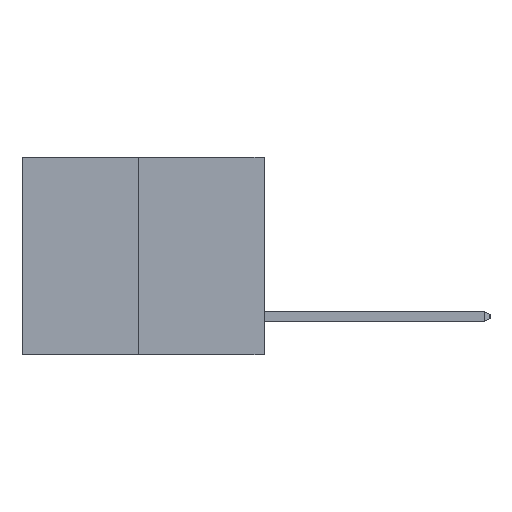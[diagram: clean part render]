
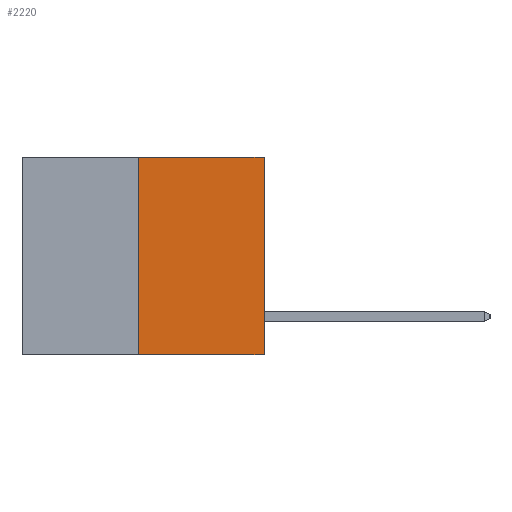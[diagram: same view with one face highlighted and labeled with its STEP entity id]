
A CAD part, left-side view. The second image highlights one B-rep face of the part: STEP entity #2220.
In plain terms, the highlighted planar face has unit normal (-1, 0, 0).
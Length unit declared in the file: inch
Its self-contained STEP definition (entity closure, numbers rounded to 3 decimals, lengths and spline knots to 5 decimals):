
#508 = ORIENTED_EDGE ( 'NONE', *, *, #8206, .F. ) ;
#866 = DIRECTION ( 'NONE',  ( 0., -1., 0. ) ) ;
#1265 = LINE ( 'NONE', #5630, #6961 ) ;
#1379 = LINE ( 'NONE', #2328, #2304 ) ;
#1618 = ORIENTED_EDGE ( 'NONE', *, *, #10762, .T. ) ;
#1659 = DIRECTION ( 'NONE',  ( 0., 0., -1. ) ) ;
#1944 = VECTOR ( 'NONE', #3131, 39.37008 ) ;
#2220 = ADVANCED_FACE ( 'NONE', ( #5176 ), #10362, .F. ) ;
#2304 = VECTOR ( 'NONE', #8846, 39.37008 ) ;
#2328 = CARTESIAN_POINT ( 'NONE',  ( 0., 0.312, -0.49 ) ) ;
#2834 = CARTESIAN_POINT ( 'NONE',  ( 0., 0.312, 0. ) ) ;
#3131 = DIRECTION ( 'NONE',  ( 0., 0., 1. ) ) ;
#3525 = CARTESIAN_POINT ( 'NONE',  ( 0., 0., 0. ) ) ;
#4699 = CARTESIAN_POINT ( 'NONE',  ( 0., 0., -0.49 ) ) ;
#4827 = EDGE_CURVE ( 'NONE', #8122, #8919, #6433, .T. ) ;
#5176 = FACE_OUTER_BOUND ( 'NONE', #7284, .T. ) ;
#5362 = EDGE_CURVE ( 'NONE', #9092, #9806, #1379, .T. ) ;
#5630 = CARTESIAN_POINT ( 'NONE',  ( 0., 0.6, 0. ) ) ;
#6395 = CARTESIAN_POINT ( 'NONE',  ( 0., 0.312, -0.49 ) ) ;
#6433 = LINE ( 'NONE', #6944, #1944 ) ;
#6944 = CARTESIAN_POINT ( 'NONE',  ( 0., 0., 0. ) ) ;
#6961 = VECTOR ( 'NONE', #866, 39.37008 ) ;
#7068 = VECTOR ( 'NONE', #10927, 39.37008 ) ;
#7284 = EDGE_LOOP ( 'NONE', ( #11905, #1618, #11938, #508 ) ) ;
#7415 = CARTESIAN_POINT ( 'NONE',  ( 0., 0.6, 0. ) ) ;
#8005 = CARTESIAN_POINT ( 'NONE',  ( 0., 0.6, -0.49 ) ) ;
#8122 = VERTEX_POINT ( 'NONE', #4699 ) ;
#8206 = EDGE_CURVE ( 'NONE', #9806, #8919, #1265, .T. ) ;
#8846 = DIRECTION ( 'NONE',  ( 0., 0., 1. ) ) ;
#8919 = VERTEX_POINT ( 'NONE', #3525 ) ;
#9092 = VERTEX_POINT ( 'NONE', #6395 ) ;
#9462 = DIRECTION ( 'NONE',  ( 1., 0., 0. ) ) ;
#9806 = VERTEX_POINT ( 'NONE', #2834 ) ;
#10150 = AXIS2_PLACEMENT_3D ( 'NONE', #7415, #9462, #1659 ) ;
#10362 = PLANE ( 'NONE',  #10150 ) ;
#10762 = EDGE_CURVE ( 'NONE', #9092, #8122, #12205, .T. ) ;
#10927 = DIRECTION ( 'NONE',  ( 0., -1., 0. ) ) ;
#11905 = ORIENTED_EDGE ( 'NONE', *, *, #5362, .F. ) ;
#11938 = ORIENTED_EDGE ( 'NONE', *, *, #4827, .T. ) ;
#12205 = LINE ( 'NONE', #8005, #7068 ) ;
